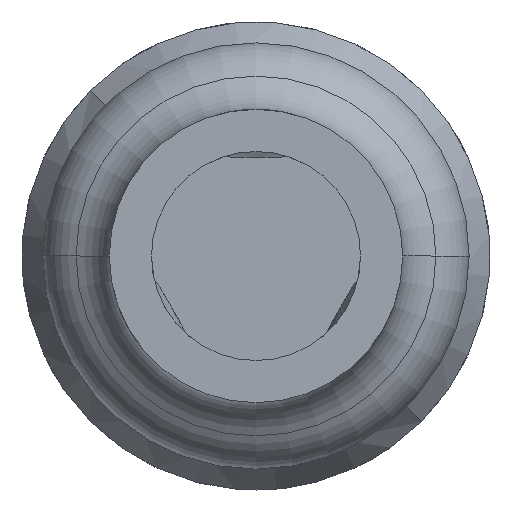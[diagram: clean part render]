
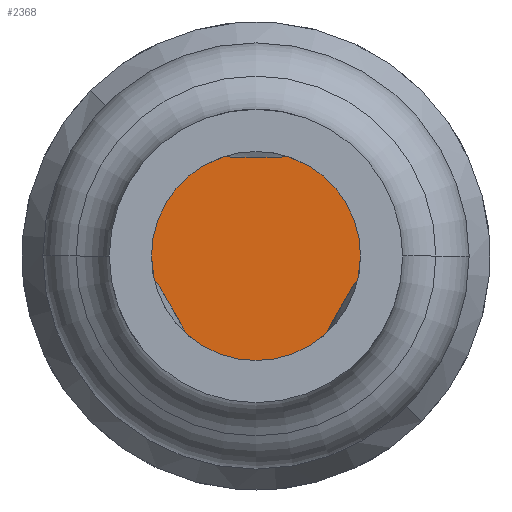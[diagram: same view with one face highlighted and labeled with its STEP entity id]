
A CAD part, front view. The second image highlights one B-rep face of the part: STEP entity #2368.
In plain terms, the highlighted planar face has unit normal (0, -1, 0).
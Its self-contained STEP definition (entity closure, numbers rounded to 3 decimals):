
#682 = FACE_OUTER_BOUND ( 'NONE', #4469, .T. ) ;
#950 = AXIS2_PLACEMENT_3D ( 'NONE', #1304, #4642, #3251 ) ;
#1035 = EDGE_CURVE ( 'Defeature ausgef�hrt1_0+Defeature ausgef�hrt1_42+Defeature ausgef�hrt1_42+Defeature ausgef�hrt1_42', #2822, #4199, #3709, .T. ) ;
#1246 = DIRECTION ( 'NONE',  ( 0., 1., 0. ) ) ;
#1304 = CARTESIAN_POINT ( 'NONE',  ( 0., -24.7, 0. ) ) ;
#1308 = CARTESIAN_POINT ( 'NONE',  ( -0.513, -24.7, 0. ) ) ;
#1948 = ORIENTED_EDGE ( 'NONE', *, *, #4226, .F. ) ;
#2030 = CARTESIAN_POINT ( 'NONE',  ( 0.513, -24.7, 0. ) ) ;
#2350 = CIRCLE ( 'NONE', #2734, 0.513 ) ;
#2368 = ADVANCED_FACE ( 'Defeature ausgef�hrt1_42', ( #682 ), #4043, .F. ) ;
#2576 = DIRECTION ( 'NONE',  ( 0., 1., 0. ) ) ;
#2734 = AXIS2_PLACEMENT_3D ( 'NONE', #5449, #2576, #4016 ) ;
#2822 = VERTEX_POINT ( 'NONE', #1308 ) ;
#3251 = DIRECTION ( 'NONE',  ( 1., 0., 0. ) ) ;
#3709 = CIRCLE ( 'NONE', #950, 0.513 ) ;
#4016 = DIRECTION ( 'NONE',  ( 1., 0., 0. ) ) ;
#4043 = PLANE ( 'NONE',  #4931 ) ;
#4199 = VERTEX_POINT ( 'NONE', #2030 ) ;
#4226 = EDGE_CURVE ( 'Defeature ausgef�hrt1_0+Defeature ausgef�hrt1_42+Defeature ausgef�hrt1_42+Defeature ausgef�hrt1_42', #4199, #2822, #2350, .T. ) ;
#4267 = ORIENTED_EDGE ( 'NONE', *, *, #1035, .F. ) ;
#4469 = EDGE_LOOP ( 'NONE', ( #4267, #1948 ) ) ;
#4642 = DIRECTION ( 'NONE',  ( 0., 1., 0. ) ) ;
#4931 = AXIS2_PLACEMENT_3D ( 'NONE', #5602, #1246, #5155 ) ;
#5155 = DIRECTION ( 'NONE',  ( -1., 0., 0. ) ) ;
#5449 = CARTESIAN_POINT ( 'NONE',  ( 0., -24.7, 0. ) ) ;
#5602 = CARTESIAN_POINT ( 'NONE',  ( 0., -24.7, 0. ) ) ;
